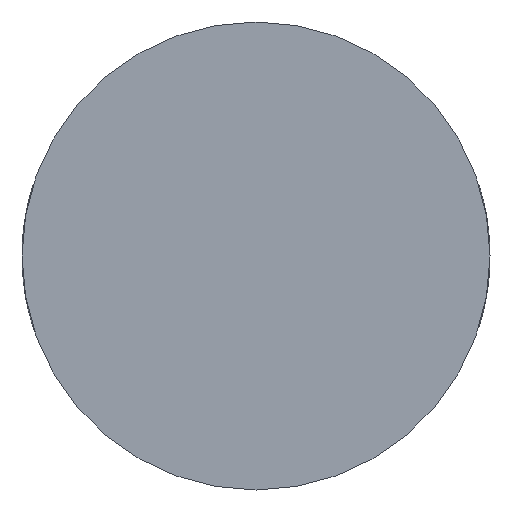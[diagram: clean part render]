
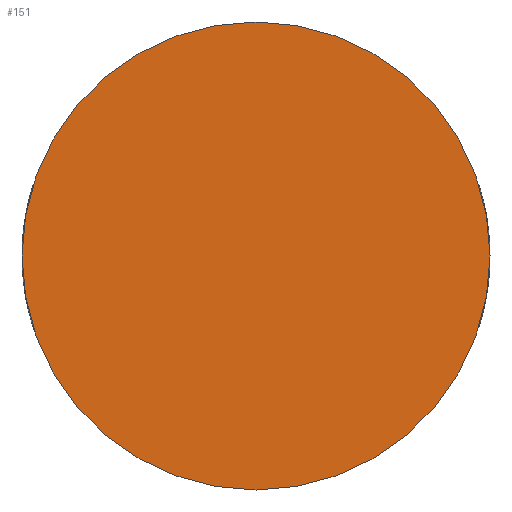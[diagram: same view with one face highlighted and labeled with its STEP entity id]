
A CAD part, front view. The second image highlights one B-rep face of the part: STEP entity #151.
In plain terms, the highlighted planar face has unit normal (0, -1, 0).
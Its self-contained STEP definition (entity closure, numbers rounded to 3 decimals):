
#12 = CARTESIAN_POINT ( 'NONE',  ( 0., 0., 0. ) ) ;
#15 = VERTEX_POINT ( 'NONE', #259 ) ;
#26 = PLANE ( 'NONE',  #159 ) ;
#36 = EDGE_CURVE ( 'NONE', #15, #264, #205, .T. ) ;
#52 = DIRECTION ( 'NONE',  ( 0., 1., 0. ) ) ;
#63 = AXIS2_PLACEMENT_3D ( 'NONE', #12, #266, #316 ) ;
#83 = DIRECTION ( 'NONE',  ( 0., 0., 1. ) ) ;
#108 = DIRECTION ( 'NONE',  ( 0., 1., 0. ) ) ;
#130 = AXIS2_PLACEMENT_3D ( 'NONE', #184, #52, #228 ) ;
#131 = FACE_OUTER_BOUND ( 'NONE', #141, .T. ) ;
#141 = EDGE_LOOP ( 'NONE', ( #192, #315 ) ) ;
#151 = ADVANCED_FACE ( 'NONE', ( #131 ), #26, .F. ) ;
#159 = AXIS2_PLACEMENT_3D ( 'NONE', #209, #108, #83 ) ;
#172 = CIRCLE ( 'NONE', #130, 10. ) ;
#184 = CARTESIAN_POINT ( 'NONE',  ( 0., 0., 0. ) ) ;
#186 = EDGE_CURVE ( 'NONE', #264, #15, #172, .T. ) ;
#192 = ORIENTED_EDGE ( 'NONE', *, *, #36, .F. ) ;
#205 = CIRCLE ( 'NONE', #63, 10. ) ;
#209 = CARTESIAN_POINT ( 'NONE',  ( 0., 0., 0. ) ) ;
#228 = DIRECTION ( 'NONE',  ( 0., 0., 1. ) ) ;
#246 = CARTESIAN_POINT ( 'NONE',  ( 0., 0., 10. ) ) ;
#259 = CARTESIAN_POINT ( 'NONE',  ( 0., 0., -10. ) ) ;
#264 = VERTEX_POINT ( 'NONE', #246 ) ;
#266 = DIRECTION ( 'NONE',  ( 0., 1., 0. ) ) ;
#315 = ORIENTED_EDGE ( 'NONE', *, *, #186, .F. ) ;
#316 = DIRECTION ( 'NONE',  ( 0., 0., 1. ) ) ;
